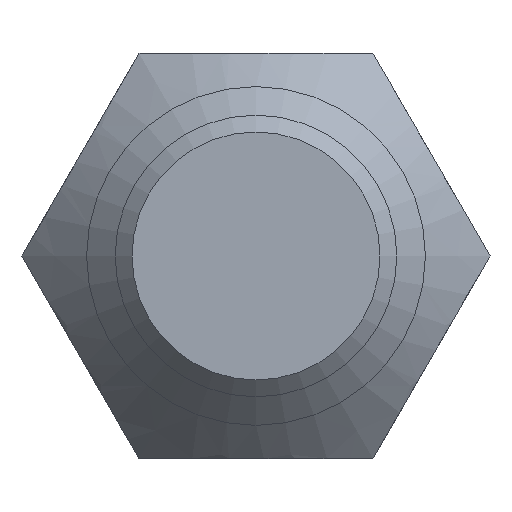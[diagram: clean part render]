
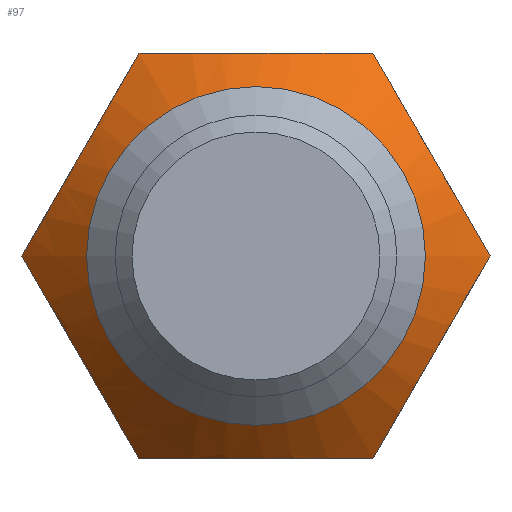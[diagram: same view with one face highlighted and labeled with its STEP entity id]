
A CAD part, front view. The second image highlights one B-rep face of the part: STEP entity #97.
In plain terms, the highlighted conical face has half-angle 45 degrees and reference radius 9.1 mm.
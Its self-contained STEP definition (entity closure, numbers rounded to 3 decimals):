
#97 = ADVANCED_FACE( '', ( #204, #205 ), #206, .T. );
#204 = FACE_BOUND( '', #303, .T. );
#205 = FACE_OUTER_BOUND( '', #304, .T. );
#206 = CONICAL_SURFACE( '', #305, 9.1, 0.785 );
#303 = EDGE_LOOP( '', ( #467 ) );
#304 = EDGE_LOOP( '', ( #468, #469, #470, #471, #472, #473 ) );
#305 = AXIS2_PLACEMENT_3D( '', #474, #475, #476 );
#467 = ORIENTED_EDGE( '', *, *, #528, .F. );
#468 = ORIENTED_EDGE( '', *, *, #532, .T. );
#469 = ORIENTED_EDGE( '', *, *, #535, .T. );
#470 = ORIENTED_EDGE( '', *, *, #511, .T. );
#471 = ORIENTED_EDGE( '', *, *, #505, .T. );
#472 = ORIENTED_EDGE( '', *, *, #522, .T. );
#473 = ORIENTED_EDGE( '', *, *, #516, .T. );
#474 = CARTESIAN_POINT( '', ( 0., 4.485, 0. ) );
#475 = DIRECTION( '', ( 0., 1., 0. ) );
#476 = DIRECTION( '', ( 0., 0., 1. ) );
#505 = EDGE_CURVE( '', #584, #582, #585, .T. );
#511 = EDGE_CURVE( '', #592, #584, #593, .F. );
#516 = EDGE_CURVE( '', #599, #597, #600, .T. );
#522 = EDGE_CURVE( '', #582, #599, #607, .T. );
#528 = EDGE_CURVE( '', #615, #615, #616, .T. );
#532 = EDGE_CURVE( '', #597, #619, #621, .T. );
#535 = EDGE_CURVE( '', #619, #592, #624, .T. );
#582 = VERTEX_POINT( '', #677 );
#584 = VERTEX_POINT( '', #680 );
#585 = B_SPLINE_CURVE_WITH_KNOTS( '', 3, ( #681, #682, #683, #684, #685, #686, #687, #688, #689, #690, #691, #692 ), .UNSPECIFIED., .F., .F., ( 4, 2, 2, 2, 2, 4 ), ( 0., 0.002, 0.003, 0.004, 0.006, 0.008 ), .UNSPECIFIED. );
#592 = VERTEX_POINT( '', #700 );
#593 = B_SPLINE_CURVE_WITH_KNOTS( '', 3, ( #701, #702, #703, #704, #705, #706, #707, #708, #709, #710, #711, #712, #713, #714 ), .UNSPECIFIED., .F., .F., ( 4, 2, 2, 2, 2, 2, 4 ), ( 0.007, 0.009, 0.01, 0.011, 0.013, 0.014, 0.015 ), .UNSPECIFIED. );
#597 = VERTEX_POINT( '', #719 );
#599 = VERTEX_POINT( '', #722 );
#600 = B_SPLINE_CURVE_WITH_KNOTS( '', 3, ( #723, #724, #725, #726, #727, #728, #729, #730, #731, #732, #733, #734, #735, #736 ), .UNSPECIFIED., .F., .F., ( 4, 2, 2, 2, 2, 2, 4 ), ( 0.007, 0.009, 0.01, 0.011, 0.013, 0.014, 0.015 ), .UNSPECIFIED. );
#607 = B_SPLINE_CURVE_WITH_KNOTS( '', 3, ( #744, #745, #746, #747, #748, #749, #750, #751, #752, #753, #754, #755 ), .UNSPECIFIED., .F., .F., ( 4, 2, 2, 2, 2, 4 ), ( 0., 0.002, 0.003, 0.004, 0.006, 0.008 ), .UNSPECIFIED. );
#615 = VERTEX_POINT( '', #763 );
#616 = CIRCLE( '', #764, 5.85 );
#619 = VERTEX_POINT( '', #767 );
#621 = B_SPLINE_CURVE_WITH_KNOTS( '', 3, ( #770, #771, #772, #773, #774, #775, #776, #777, #778, #779, #780, #781 ), .UNSPECIFIED., .F., .F., ( 4, 2, 2, 2, 2, 4 ), ( 0., 0.002, 0.003, 0.004, 0.006, 0.008 ), .UNSPECIFIED. );
#624 = B_SPLINE_CURVE_WITH_KNOTS( '', 3, ( #784, #785, #786, #787, #788, #789, #790, #791, #792, #793, #794, #795 ), .UNSPECIFIED., .F., .F., ( 4, 2, 2, 2, 2, 4 ), ( 0., 0.002, 0.003, 0.004, 0.006, 0.008 ), .UNSPECIFIED. );
#677 = CARTESIAN_POINT( '', ( -8.083, 3.468, 0. ) );
#680 = CARTESIAN_POINT( '', ( -4.041, 3.468, 7. ) );
#681 = CARTESIAN_POINT( '', ( -4.041, 3.468, 7. ) );
#682 = CARTESIAN_POINT( '', ( -4.357, 3.152, 6.453 ) );
#683 = CARTESIAN_POINT( '', ( -4.68, 2.884, 5.894 ) );
#684 = CARTESIAN_POINT( '', ( -5.182, 2.596, 5.025 ) );
#685 = CARTESIAN_POINT( '', ( -5.352, 2.519, 4.73 ) );
#686 = CARTESIAN_POINT( '', ( -5.699, 2.414, 4.128 ) );
#687 = CARTESIAN_POINT( '', ( -5.878, 2.386, 3.818 ) );
#688 = CARTESIAN_POINT( '', ( -6.408, 2.384, 2.902 ) );
#689 = CARTESIAN_POINT( '', ( -6.754, 2.49, 2.301 ) );
#690 = CARTESIAN_POINT( '', ( -7.438, 2.878, 1.117 ) );
#691 = CARTESIAN_POINT( '', ( -7.765, 3.15, 0.55 ) );
#692 = CARTESIAN_POINT( '', ( -8.083, 3.468, 0. ) );
#700 = CARTESIAN_POINT( '', ( 4.041, 3.468, 7. ) );
#701 = CARTESIAN_POINT( '', ( -4.041, 3.468, 7. ) );
#702 = CARTESIAN_POINT( '', ( -3.415, 3.154, 7. ) );
#703 = CARTESIAN_POINT( '', ( -2.754, 2.88, 7. ) );
#704 = CARTESIAN_POINT( '', ( -1.743, 2.592, 7. ) );
#705 = CARTESIAN_POINT( '', ( -1.402, 2.516, 7. ) );
#706 = CARTESIAN_POINT( '', ( -0.708, 2.412, 7. ) );
#707 = CARTESIAN_POINT( '', ( -0.352, 2.385, 7. ) );
#708 = CARTESIAN_POINT( '', ( 0.712, 2.385, 7. ) );
#709 = CARTESIAN_POINT( '', ( 1.403, 2.495, 7. ) );
#710 = CARTESIAN_POINT( '', ( 2.42, 2.784, 7. ) );
#711 = CARTESIAN_POINT( '', ( 2.756, 2.902, 7. ) );
#712 = CARTESIAN_POINT( '', ( 3.41, 3.166, 7. ) );
#713 = CARTESIAN_POINT( '', ( 3.729, 3.312, 7. ) );
#714 = CARTESIAN_POINT( '', ( 4.041, 3.468, 7. ) );
#719 = CARTESIAN_POINT( '', ( 4.041, 3.468, -7. ) );
#722 = CARTESIAN_POINT( '', ( -4.041, 3.468, -7. ) );
#723 = CARTESIAN_POINT( '', ( -4.041, 3.468, -7. ) );
#724 = CARTESIAN_POINT( '', ( -3.415, 3.154, -7. ) );
#725 = CARTESIAN_POINT( '', ( -2.754, 2.88, -7. ) );
#726 = CARTESIAN_POINT( '', ( -1.743, 2.592, -7. ) );
#727 = CARTESIAN_POINT( '', ( -1.402, 2.516, -7. ) );
#728 = CARTESIAN_POINT( '', ( -0.708, 2.412, -7. ) );
#729 = CARTESIAN_POINT( '', ( -0.352, 2.385, -7. ) );
#730 = CARTESIAN_POINT( '', ( 0.712, 2.385, -7. ) );
#731 = CARTESIAN_POINT( '', ( 1.403, 2.495, -7. ) );
#732 = CARTESIAN_POINT( '', ( 2.42, 2.784, -7. ) );
#733 = CARTESIAN_POINT( '', ( 2.756, 2.902, -7. ) );
#734 = CARTESIAN_POINT( '', ( 3.41, 3.166, -7. ) );
#735 = CARTESIAN_POINT( '', ( 3.729, 3.312, -7. ) );
#736 = CARTESIAN_POINT( '', ( 4.041, 3.468, -7. ) );
#744 = CARTESIAN_POINT( '', ( -8.083, 3.468, 0. ) );
#745 = CARTESIAN_POINT( '', ( -7.767, 3.152, -0.547 ) );
#746 = CARTESIAN_POINT( '', ( -7.444, 2.884, -1.106 ) );
#747 = CARTESIAN_POINT( '', ( -6.943, 2.596, -1.975 ) );
#748 = CARTESIAN_POINT( '', ( -6.772, 2.519, -2.27 ) );
#749 = CARTESIAN_POINT( '', ( -6.425, 2.414, -2.872 ) );
#750 = CARTESIAN_POINT( '', ( -6.246, 2.386, -3.182 ) );
#751 = CARTESIAN_POINT( '', ( -5.717, 2.384, -4.098 ) );
#752 = CARTESIAN_POINT( '', ( -5.37, 2.49, -4.699 ) );
#753 = CARTESIAN_POINT( '', ( -4.686, 2.878, -5.883 ) );
#754 = CARTESIAN_POINT( '', ( -4.359, 3.15, -6.45 ) );
#755 = CARTESIAN_POINT( '', ( -4.041, 3.468, -7. ) );
#763 = CARTESIAN_POINT( '', ( 0., 1.235, -5.85 ) );
#764 = AXIS2_PLACEMENT_3D( '', #856, #857, #858 );
#767 = CARTESIAN_POINT( '', ( 8.083, 3.468, 0. ) );
#770 = CARTESIAN_POINT( '', ( 4.041, 3.468, -7. ) );
#771 = CARTESIAN_POINT( '', ( 4.357, 3.152, -6.453 ) );
#772 = CARTESIAN_POINT( '', ( 4.68, 2.884, -5.894 ) );
#773 = CARTESIAN_POINT( '', ( 5.182, 2.596, -5.025 ) );
#774 = CARTESIAN_POINT( '', ( 5.352, 2.519, -4.73 ) );
#775 = CARTESIAN_POINT( '', ( 5.699, 2.414, -4.128 ) );
#776 = CARTESIAN_POINT( '', ( 5.878, 2.386, -3.818 ) );
#777 = CARTESIAN_POINT( '', ( 6.408, 2.384, -2.902 ) );
#778 = CARTESIAN_POINT( '', ( 6.754, 2.49, -2.301 ) );
#779 = CARTESIAN_POINT( '', ( 7.438, 2.878, -1.117 ) );
#780 = CARTESIAN_POINT( '', ( 7.765, 3.15, -0.55 ) );
#781 = CARTESIAN_POINT( '', ( 8.083, 3.468, 0. ) );
#784 = CARTESIAN_POINT( '', ( 8.083, 3.468, 0. ) );
#785 = CARTESIAN_POINT( '', ( 7.767, 3.152, 0.547 ) );
#786 = CARTESIAN_POINT( '', ( 7.444, 2.884, 1.106 ) );
#787 = CARTESIAN_POINT( '', ( 6.943, 2.596, 1.975 ) );
#788 = CARTESIAN_POINT( '', ( 6.772, 2.519, 2.27 ) );
#789 = CARTESIAN_POINT( '', ( 6.425, 2.414, 2.872 ) );
#790 = CARTESIAN_POINT( '', ( 6.246, 2.386, 3.182 ) );
#791 = CARTESIAN_POINT( '', ( 5.717, 2.384, 4.098 ) );
#792 = CARTESIAN_POINT( '', ( 5.37, 2.49, 4.699 ) );
#793 = CARTESIAN_POINT( '', ( 4.686, 2.878, 5.883 ) );
#794 = CARTESIAN_POINT( '', ( 4.359, 3.15, 6.45 ) );
#795 = CARTESIAN_POINT( '', ( 4.041, 3.468, 7. ) );
#856 = CARTESIAN_POINT( '', ( 0., 1.235, 0. ) );
#857 = DIRECTION( '', ( 0., -1., 0. ) );
#858 = DIRECTION( '', ( 0., 0., -1. ) );
